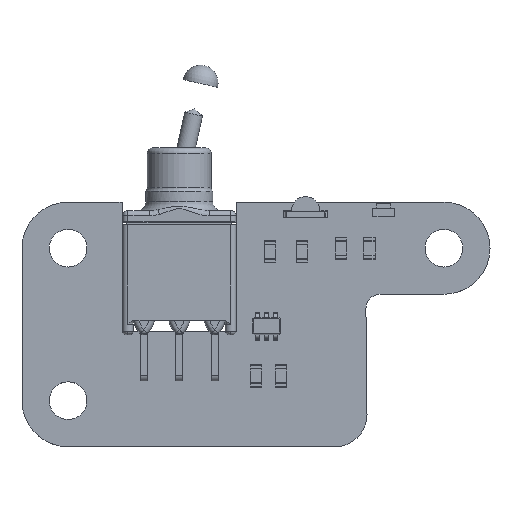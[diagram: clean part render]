
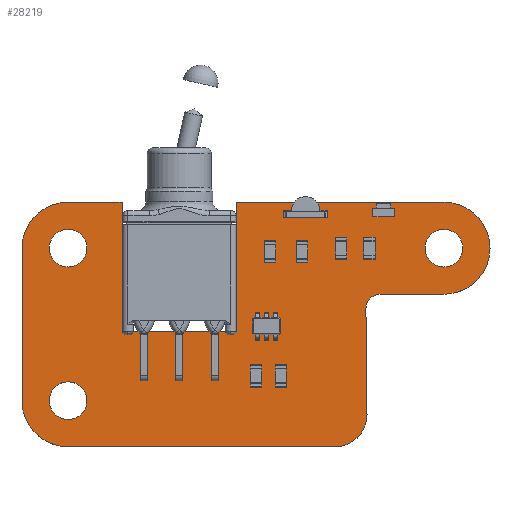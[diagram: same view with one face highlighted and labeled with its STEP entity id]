
A CAD part, top view. The second image highlights one B-rep face of the part: STEP entity #28219.
In plain terms, the highlighted planar face has unit normal (0, 0, 1).
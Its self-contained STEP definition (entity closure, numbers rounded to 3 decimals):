
#27973 = VERTEX_POINT('',#27974);
#27974 = CARTESIAN_POINT('',(148.9,-40.241,1.6));
#27980 = EDGE_CURVE('',#27973,#27981,#27983,.T.);
#27981 = VERTEX_POINT('',#27982);
#27982 = CARTESIAN_POINT('',(148.9,-49.141,1.6));
#27983 = LINE('',#27984,#27985);
#27984 = CARTESIAN_POINT('',(148.9,-40.241,1.6));
#27985 = VECTOR('',#27986,1.);
#27986 = DIRECTION('',(0.,-1.,0.));
#28013 = VERTEX_POINT('',#28014);
#28014 = CARTESIAN_POINT('',(148.9,-39.878,1.6));
#28020 = EDGE_CURVE('',#28013,#27973,#28021,.T.);
#28021 = LINE('',#28022,#28023);
#28022 = CARTESIAN_POINT('',(148.9,-39.878,1.6));
#28023 = VECTOR('',#28024,1.);
#28024 = DIRECTION('',(0.,-1.,0.));
#28042 = EDGE_CURVE('',#27981,#28043,#28045,.T.);
#28043 = VERTEX_POINT('',#28044);
#28044 = CARTESIAN_POINT('',(157.1,-49.141,1.6));
#28045 = LINE('',#28046,#28047);
#28046 = CARTESIAN_POINT('',(148.9,-49.141,1.6));
#28047 = VECTOR('',#28048,1.);
#28048 = DIRECTION('',(1.,0.,0.));
#28219 = ADVANCED_FACE('',(#28220,#28332,#28343,#28354),#28365,.T.);
#28220 = FACE_BOUND('',#28221,.T.);
#28221 = EDGE_LOOP('',(#28222,#28223,#28224,#28232,#28241,#28249,#28258,
    #28266,#28275,#28283,#28292,#28300,#28309,#28317,#28325,#28331));
#28222 = ORIENTED_EDGE('',*,*,#27980,.F.);
#28223 = ORIENTED_EDGE('',*,*,#28020,.F.);
#28224 = ORIENTED_EDGE('',*,*,#28225,.F.);
#28225 = EDGE_CURVE('',#28226,#28013,#28228,.T.);
#28226 = VERTEX_POINT('',#28227);
#28227 = CARTESIAN_POINT('',(145.034,-39.878,1.6));
#28228 = LINE('',#28229,#28230);
#28229 = CARTESIAN_POINT('',(145.034,-39.878,1.6));
#28230 = VECTOR('',#28231,1.);
#28231 = DIRECTION('',(1.,0.,0.));
#28232 = ORIENTED_EDGE('',*,*,#28233,.F.);
#28233 = EDGE_CURVE('',#28234,#28226,#28236,.T.);
#28234 = VERTEX_POINT('',#28235);
#28235 = CARTESIAN_POINT('',(141.732,-43.18,1.6));
#28236 = CIRCLE('',#28237,3.302);
#28237 = AXIS2_PLACEMENT_3D('',#28238,#28239,#28240);
#28238 = CARTESIAN_POINT('',(145.034,-43.18,1.6));
#28239 = DIRECTION('',(0.,0.,-1.));
#28240 = DIRECTION('',(-1.,0.,-0.));
#28241 = ORIENTED_EDGE('',*,*,#28242,.F.);
#28242 = EDGE_CURVE('',#28243,#28234,#28245,.T.);
#28243 = VERTEX_POINT('',#28244);
#28244 = CARTESIAN_POINT('',(141.732,-54.102,1.6));
#28245 = LINE('',#28246,#28247);
#28246 = CARTESIAN_POINT('',(141.732,-54.102,1.6));
#28247 = VECTOR('',#28248,1.);
#28248 = DIRECTION('',(0.,1.,0.));
#28249 = ORIENTED_EDGE('',*,*,#28250,.F.);
#28250 = EDGE_CURVE('',#28251,#28243,#28253,.T.);
#28251 = VERTEX_POINT('',#28252);
#28252 = CARTESIAN_POINT('',(145.034,-57.404,1.6));
#28253 = CIRCLE('',#28254,3.302);
#28254 = AXIS2_PLACEMENT_3D('',#28255,#28256,#28257);
#28255 = CARTESIAN_POINT('',(145.034,-54.102,1.6));
#28256 = DIRECTION('',(0.,0.,-1.));
#28257 = DIRECTION('',(0.,-1.,0.));
#28258 = ORIENTED_EDGE('',*,*,#28259,.F.);
#28259 = EDGE_CURVE('',#28260,#28251,#28262,.T.);
#28260 = VERTEX_POINT('',#28261);
#28261 = CARTESIAN_POINT('',(164.402,-57.394,1.6));
#28262 = LINE('',#28263,#28264);
#28263 = CARTESIAN_POINT('',(164.402,-57.394,1.6));
#28264 = VECTOR('',#28265,1.);
#28265 = DIRECTION('',(-1.,-0.001,0.));
#28266 = ORIENTED_EDGE('',*,*,#28267,.F.);
#28267 = EDGE_CURVE('',#28268,#28260,#28270,.T.);
#28268 = VERTEX_POINT('',#28269);
#28269 = CARTESIAN_POINT('',(166.448,-55.108,1.6));
#28270 = CIRCLE('',#28271,2.3);
#28271 = AXIS2_PLACEMENT_3D('',#28272,#28273,#28274);
#28272 = CARTESIAN_POINT('',(164.148,-55.108,1.6));
#28273 = DIRECTION('',(0.,0.,-1.));
#28274 = DIRECTION('',(1.,0.,0.));
#28275 = ORIENTED_EDGE('',*,*,#28276,.F.);
#28276 = EDGE_CURVE('',#28277,#28268,#28279,.T.);
#28277 = VERTEX_POINT('',#28278);
#28278 = CARTESIAN_POINT('',(166.37,-47.498,1.6));
#28279 = LINE('',#28280,#28281);
#28280 = CARTESIAN_POINT('',(166.37,-47.498,1.6));
#28281 = VECTOR('',#28282,1.);
#28282 = DIRECTION('',(0.01,-1.,0.));
#28283 = ORIENTED_EDGE('',*,*,#28284,.F.);
#28284 = EDGE_CURVE('',#28285,#28277,#28287,.T.);
#28285 = VERTEX_POINT('',#28286);
#28286 = CARTESIAN_POINT('',(167.386,-46.482,1.6));
#28287 = CIRCLE('',#28288,1.016);
#28288 = AXIS2_PLACEMENT_3D('',#28289,#28290,#28291);
#28289 = CARTESIAN_POINT('',(167.386,-47.498,1.6));
#28290 = DIRECTION('',(0.,0.,1.));
#28291 = DIRECTION('',(0.,1.,0.));
#28292 = ORIENTED_EDGE('',*,*,#28293,.F.);
#28293 = EDGE_CURVE('',#28294,#28285,#28296,.T.);
#28294 = VERTEX_POINT('',#28295);
#28295 = CARTESIAN_POINT('',(171.962,-46.478,1.6));
#28296 = LINE('',#28297,#28298);
#28297 = CARTESIAN_POINT('',(171.962,-46.478,1.6));
#28298 = VECTOR('',#28299,1.);
#28299 = DIRECTION('',(-1.,-0.001,0.));
#28300 = ORIENTED_EDGE('',*,*,#28301,.F.);
#28301 = EDGE_CURVE('',#28302,#28294,#28304,.T.);
#28302 = VERTEX_POINT('',#28303);
#28303 = CARTESIAN_POINT('',(171.962,-39.882,1.6));
#28304 = CIRCLE('',#28305,3.298);
#28305 = AXIS2_PLACEMENT_3D('',#28306,#28307,#28308);
#28306 = CARTESIAN_POINT('',(171.962,-43.18,1.6));
#28307 = DIRECTION('',(0.,0.,-1.));
#28308 = DIRECTION('',(0.,1.,0.));
#28309 = ORIENTED_EDGE('',*,*,#28310,.F.);
#28310 = EDGE_CURVE('',#28311,#28302,#28313,.T.);
#28311 = VERTEX_POINT('',#28312);
#28312 = CARTESIAN_POINT('',(157.1,-39.878,1.6));
#28313 = LINE('',#28314,#28315);
#28314 = CARTESIAN_POINT('',(157.1,-39.878,1.6));
#28315 = VECTOR('',#28316,1.);
#28316 = DIRECTION('',(1.,0.,0.));
#28317 = ORIENTED_EDGE('',*,*,#28318,.F.);
#28318 = EDGE_CURVE('',#28319,#28311,#28321,.T.);
#28319 = VERTEX_POINT('',#28320);
#28320 = CARTESIAN_POINT('',(157.1,-40.241,1.6));
#28321 = LINE('',#28322,#28323);
#28322 = CARTESIAN_POINT('',(157.1,-40.241,1.6));
#28323 = VECTOR('',#28324,1.);
#28324 = DIRECTION('',(0.,1.,0.));
#28325 = ORIENTED_EDGE('',*,*,#28326,.F.);
#28326 = EDGE_CURVE('',#28043,#28319,#28327,.T.);
#28327 = LINE('',#28328,#28329);
#28328 = CARTESIAN_POINT('',(157.1,-49.141,1.6));
#28329 = VECTOR('',#28330,1.);
#28330 = DIRECTION('',(0.,1.,0.));
#28331 = ORIENTED_EDGE('',*,*,#28042,.F.);
#28332 = FACE_BOUND('',#28333,.T.);
#28333 = EDGE_LOOP('',(#28334));
#28334 = ORIENTED_EDGE('',*,*,#28335,.T.);
#28335 = EDGE_CURVE('',#28336,#28336,#28338,.T.);
#28336 = VERTEX_POINT('',#28337);
#28337 = CARTESIAN_POINT('',(145.034,-55.452,1.6));
#28338 = CIRCLE('',#28339,1.35);
#28339 = AXIS2_PLACEMENT_3D('',#28340,#28341,#28342);
#28340 = CARTESIAN_POINT('',(145.034,-54.102,1.6));
#28341 = DIRECTION('',(-0.,0.,-1.));
#28342 = DIRECTION('',(-0.,-1.,0.));
#28343 = FACE_BOUND('',#28344,.T.);
#28344 = EDGE_LOOP('',(#28345));
#28345 = ORIENTED_EDGE('',*,*,#28346,.T.);
#28346 = EDGE_CURVE('',#28347,#28347,#28349,.T.);
#28347 = VERTEX_POINT('',#28348);
#28348 = CARTESIAN_POINT('',(145.034,-44.53,1.6));
#28349 = CIRCLE('',#28350,1.35);
#28350 = AXIS2_PLACEMENT_3D('',#28351,#28352,#28353);
#28351 = CARTESIAN_POINT('',(145.034,-43.18,1.6));
#28352 = DIRECTION('',(-0.,0.,-1.));
#28353 = DIRECTION('',(-0.,-1.,0.));
#28354 = FACE_BOUND('',#28355,.T.);
#28355 = EDGE_LOOP('',(#28356));
#28356 = ORIENTED_EDGE('',*,*,#28357,.T.);
#28357 = EDGE_CURVE('',#28358,#28358,#28360,.T.);
#28358 = VERTEX_POINT('',#28359);
#28359 = CARTESIAN_POINT('',(171.958,-44.53,1.6));
#28360 = CIRCLE('',#28361,1.35);
#28361 = AXIS2_PLACEMENT_3D('',#28362,#28363,#28364);
#28362 = CARTESIAN_POINT('',(171.958,-43.18,1.6));
#28363 = DIRECTION('',(-0.,0.,-1.));
#28364 = DIRECTION('',(-0.,-1.,0.));
#28365 = PLANE('',#28366);
#28366 = AXIS2_PLACEMENT_3D('',#28367,#28368,#28369);
#28367 = CARTESIAN_POINT('',(0.,0.,1.6));
#28368 = DIRECTION('',(0.,0.,1.));
#28369 = DIRECTION('',(1.,0.,-0.));
